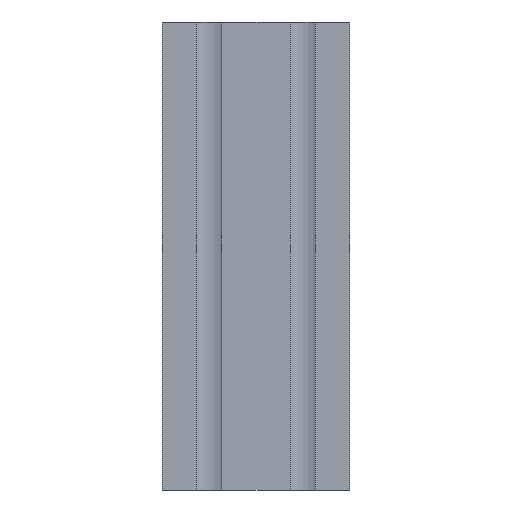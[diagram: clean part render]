
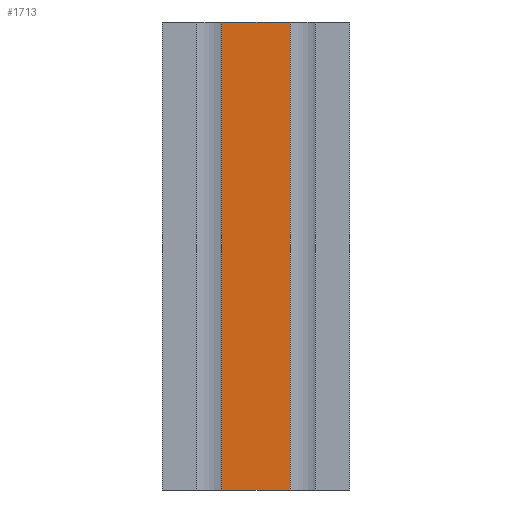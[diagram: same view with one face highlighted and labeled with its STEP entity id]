
A CAD part, front view. The second image highlights one B-rep face of the part: STEP entity #1713.
In plain terms, the highlighted planar face has unit normal (0, -1, 0).
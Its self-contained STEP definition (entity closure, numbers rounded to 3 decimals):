
#1657=CARTESIAN_POINT('',(25.054,-4.813,100.0));
#1658=VERTEX_POINT('',#1657);
#1665=CARTESIAN_POINT('',(25.054,-4.813,0.0));
#1666=VERTEX_POINT('',#1665);
#1667=CARTESIAN_POINT('',(25.054,-4.813,0.0));
#1668=DIRECTION('',(0.0,0.0,1.0));
#1669=VECTOR('',#1668,100.0);
#1670=LINE('',#1667,#1669);
#1671=EDGE_CURVE('',#1666,#1658,#1670,.T.);
#1683=CARTESIAN_POINT('',(25.054,-4.813,0.0));
#1684=DIRECTION('',(0.0,-1.0,0.0));
#1685=DIRECTION('',(0.0,0.0,-1.0));
#1686=AXIS2_PLACEMENT_3D('',#1683,#1684,#1685);
#1687=PLANE('',#1686);
#1688=CARTESIAN_POINT('',(10.354,-4.813,100.0));
#1689=VERTEX_POINT('',#1688);
#1690=CARTESIAN_POINT('',(25.054,-4.813,100.0));
#1691=DIRECTION('',(-1.0,0.0,0.0));
#1692=VECTOR('',#1691,14.7);
#1693=LINE('',#1690,#1692);
#1694=EDGE_CURVE('',#1658,#1689,#1693,.T.);
#1695=ORIENTED_EDGE('',*,*,#1694,.T.);
#1696=CARTESIAN_POINT('',(10.354,-4.813,0.0));
#1697=VERTEX_POINT('',#1696);
#1698=CARTESIAN_POINT('',(10.354,-4.813,0.0));
#1699=DIRECTION('',(0.0,0.0,1.0));
#1700=VECTOR('',#1699,100.0);
#1701=LINE('',#1698,#1700);
#1702=EDGE_CURVE('',#1697,#1689,#1701,.T.);
#1703=ORIENTED_EDGE('',*,*,#1702,.F.);
#1704=CARTESIAN_POINT('',(25.054,-4.813,0.0));
#1705=DIRECTION('',(-1.0,0.0,0.0));
#1706=VECTOR('',#1705,14.7);
#1707=LINE('',#1704,#1706);
#1708=EDGE_CURVE('',#1666,#1697,#1707,.T.);
#1709=ORIENTED_EDGE('',*,*,#1708,.F.);
#1710=ORIENTED_EDGE('',*,*,#1671,.T.);
#1711=EDGE_LOOP('',(#1695,#1703,#1709,#1710));
#1712=FACE_OUTER_BOUND('',#1711,.T.);
#1713=ADVANCED_FACE('',(#1712),#1687,.T.);
